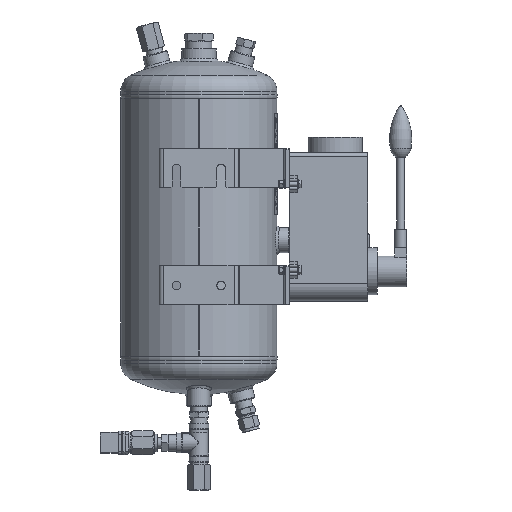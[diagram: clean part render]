
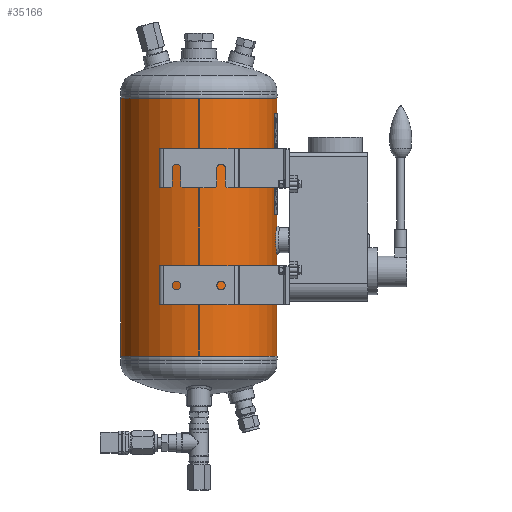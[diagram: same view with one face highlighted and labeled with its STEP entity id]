
A CAD part, left-side view. The second image highlights one B-rep face of the part: STEP entity #35166.
In plain terms, the highlighted cylindrical face has radius 100 mm (diameter 200 mm), a partial arc.
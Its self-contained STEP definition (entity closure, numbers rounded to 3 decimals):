
#2358=LINE('',#55199,#4612);
#2359=LINE('',#55204,#4613);
#2360=LINE('',#55208,#4614);
#2361=LINE('',#55212,#4615);
#4612=VECTOR('',#46358,1000.);
#4613=VECTOR('',#46361,1000.);
#4614=VECTOR('',#46364,1000.);
#4615=VECTOR('',#46367,1000.);
#6866=CIRCLE('',#43098,100.);
#6867=CIRCLE('',#43099,100.);
#6868=CIRCLE('',#43100,100.);
#6869=CIRCLE('',#43101,100.);
#7943=ORIENTED_EDGE('',*,*,#18197,.T.);
#7944=ORIENTED_EDGE('',*,*,#18198,.T.);
#7945=ORIENTED_EDGE('',*,*,#18199,.T.);
#7946=ORIENTED_EDGE('',*,*,#18200,.F.);
#7947=ORIENTED_EDGE('',*,*,#18201,.F.);
#7948=ORIENTED_EDGE('',*,*,#18202,.F.);
#7949=ORIENTED_EDGE('',*,*,#18203,.F.);
#7950=ORIENTED_EDGE('',*,*,#18204,.T.);
#7951=ORIENTED_EDGE('',*,*,#18205,.T.);
#7952=ORIENTED_EDGE('',*,*,#18206,.F.);
#7953=ORIENTED_EDGE('',*,*,#18207,.F.);
#18197=EDGE_CURVE('',#23324,#23324,#26933,.T.);
#18198=EDGE_CURVE('',#23325,#23325,#26934,.T.);
#18199=EDGE_CURVE('',#23326,#23326,#26935,.T.);
#18200=EDGE_CURVE('',#23327,#23328,#2358,.T.);
#18201=EDGE_CURVE('',#23329,#23327,#6866,.T.);
#18202=EDGE_CURVE('',#23330,#23329,#2359,.F.);
#18203=EDGE_CURVE('',#23331,#23330,#6867,.T.);
#18204=EDGE_CURVE('',#23331,#23332,#2360,.T.);
#18205=EDGE_CURVE('',#23332,#23333,#6868,.T.);
#18206=EDGE_CURVE('',#23334,#23333,#2361,.T.);
#18207=EDGE_CURVE('',#23328,#23334,#6869,.T.);
#23324=VERTEX_POINT('',#55174);
#23325=VERTEX_POINT('',#55186);
#23326=VERTEX_POINT('',#55198);
#23327=VERTEX_POINT('',#55200);
#23328=VERTEX_POINT('',#55201);
#23329=VERTEX_POINT('',#55203);
#23330=VERTEX_POINT('',#55205);
#23331=VERTEX_POINT('',#55207);
#23332=VERTEX_POINT('',#55209);
#23333=VERTEX_POINT('',#55211);
#23334=VERTEX_POINT('',#55213);
#26933=B_SPLINE_CURVE_WITH_KNOTS('',3,(#55155,#55156,#55157,#55158,#55159,
#55160,#55161,#55162,#55163,#55164,#55165,#55166,#55167,#55168,#55169,#55170,
#55171,#55172,#55173),.UNSPECIFIED.,.T.,.F.,(1,1,1,1,1,1,1,1,1,1,1,1,1,
1,1,1,1,1,1,1,1,1,1),(-0.018,-0.012,-0.006,
0.,0.006,0.012,0.018,0.023,
0.029,0.035,0.041,0.047,
0.053,0.059,0.065,0.07,
0.076,0.082,0.088,0.094,
0.1,0.106,0.112),.UNSPECIFIED.);
#26934=B_SPLINE_CURVE_WITH_KNOTS('',3,(#55175,#55176,#55177,#55178,#55179,
#55180,#55181,#55182,#55183,#55184,#55185),.UNSPECIFIED.,.T.,.F.,(1,1,1,
1,1,1,1,1,1,1,1,1,1,1,1),(-0.012,-0.008,-0.004,
0.,0.004,0.008,0.012,
0.016,0.02,0.023,0.027,
0.031,0.035,0.039,0.043),
 .UNSPECIFIED.);
#26935=B_SPLINE_CURVE_WITH_KNOTS('',3,(#55187,#55188,#55189,#55190,#55191,
#55192,#55193,#55194,#55195,#55196,#55197),.UNSPECIFIED.,.T.,.F.,(1,1,1,
1,1,1,1,1,1,1,1,1,1,1,1),(-0.012,-0.008,-0.004,
0.,0.004,0.008,0.012,
0.016,0.02,0.023,0.027,
0.031,0.035,0.039,0.043),
 .UNSPECIFIED.);
#28708=EDGE_LOOP('',(#7943));
#28709=EDGE_LOOP('',(#7944));
#28710=EDGE_LOOP('',(#7945));
#28711=EDGE_LOOP('',(#7946,#7947,#7948,#7949,#7950,#7951,#7952,#7953));
#31667=FACE_BOUND('',#28708,.T.);
#31668=FACE_BOUND('',#28709,.T.);
#31669=FACE_BOUND('',#28710,.T.);
#31670=FACE_BOUND('',#28711,.T.);
#34624=CYLINDRICAL_SURFACE('',#43097,100.);
#35166=ADVANCED_FACE('',(#31667,#31668,#31669,#31670),#34624,.T.);
#43097=AXIS2_PLACEMENT_3D('',#55154,#46356,#46357);
#43098=AXIS2_PLACEMENT_3D('',#55202,#46359,#46360);
#43099=AXIS2_PLACEMENT_3D('',#55206,#46362,#46363);
#43100=AXIS2_PLACEMENT_3D('',#55210,#46365,#46366);
#43101=AXIS2_PLACEMENT_3D('',#55214,#46368,#46369);
#46356=DIRECTION('',(0.,-1.,0.));
#46357=DIRECTION('',(0.,0.,-1.));
#46358=DIRECTION('',(0.,-1.,0.));
#46359=DIRECTION('',(0.,1.,0.));
#46360=DIRECTION('',(1.,0.,0.));
#46361=DIRECTION('',(0.,-1.,0.));
#46362=DIRECTION('',(0.,-1.,0.));
#46363=DIRECTION('',(1.,0.,0.));
#46364=DIRECTION('',(0.,-1.,0.));
#46365=DIRECTION('',(0.,1.,0.));
#46366=DIRECTION('',(1.,0.,0.));
#46367=DIRECTION('',(0.,-1.,0.));
#46368=DIRECTION('',(0.,-1.,0.));
#46369=DIRECTION('',(1.,0.,0.));
#55154=CARTESIAN_POINT('',(0.,330.,0.));
#55155=CARTESIAN_POINT('',(-98.994,187.429,14.208));
#55156=CARTESIAN_POINT('',(-98.806,181.503,15.395));
#55157=CARTESIAN_POINT('',(-98.993,175.608,14.214));
#55158=CARTESIAN_POINT('',(-99.436,170.625,10.88));
#55159=CARTESIAN_POINT('',(-99.878,167.295,5.9));
#55160=CARTESIAN_POINT('',(-100.061,166.117,0.009));
#55161=CARTESIAN_POINT('',(-99.879,167.288,-5.887));
#55162=CARTESIAN_POINT('',(-99.437,170.623,-10.879));
#55163=CARTESIAN_POINT('',(-98.992,175.61,-14.215));
#55164=CARTESIAN_POINT('',(-98.807,181.503,-15.391));
#55165=CARTESIAN_POINT('',(-98.992,187.396,-14.219));
#55166=CARTESIAN_POINT('',(-99.435,192.379,-10.892));
#55167=CARTESIAN_POINT('',(-99.877,195.718,-5.914));
#55168=CARTESIAN_POINT('',(-100.061,196.901,-0.013));
#55169=CARTESIAN_POINT('',(-99.878,195.728,5.889));
#55170=CARTESIAN_POINT('',(-99.437,192.395,10.874));
#55171=CARTESIAN_POINT('',(-98.994,187.429,14.208));
#55172=CARTESIAN_POINT('',(-98.806,181.503,15.395));
#55173=CARTESIAN_POINT('',(-98.993,175.608,14.214));
#55174=CARTESIAN_POINT('',(-98.869,181.508,15.));
#55175=CARTESIAN_POINT('',(3.922,158.915,-99.937));
#55176=CARTESIAN_POINT('',(-0.001,160.542,-100.031));
#55177=CARTESIAN_POINT('',(-3.918,158.916,-99.937));
#55178=CARTESIAN_POINT('',(-5.54,155.004,-99.844));
#55179=CARTESIAN_POINT('',(-3.921,151.083,-99.937));
#55180=CARTESIAN_POINT('',(-0.001,149.46,-100.031));
#55181=CARTESIAN_POINT('',(3.913,151.078,-99.938));
#55182=CARTESIAN_POINT('',(5.541,154.994,-99.844));
#55183=CARTESIAN_POINT('',(3.922,158.915,-99.937));
#55184=CARTESIAN_POINT('',(-0.001,160.542,-100.031));
#55185=CARTESIAN_POINT('',(-3.918,158.916,-99.937));
#55186=CARTESIAN_POINT('',(0.,160.,-100.));
#55187=CARTESIAN_POINT('',(3.922,48.915,-99.937));
#55188=CARTESIAN_POINT('',(-0.001,50.542,-100.031));
#55189=CARTESIAN_POINT('',(-3.918,48.916,-99.937));
#55190=CARTESIAN_POINT('',(-5.54,45.004,-99.844));
#55191=CARTESIAN_POINT('',(-3.921,41.083,-99.937));
#55192=CARTESIAN_POINT('',(-0.001,39.46,-100.031));
#55193=CARTESIAN_POINT('',(3.913,41.078,-99.938));
#55194=CARTESIAN_POINT('',(5.541,44.994,-99.844));
#55195=CARTESIAN_POINT('',(3.922,48.915,-99.937));
#55196=CARTESIAN_POINT('',(-0.001,50.542,-100.031));
#55197=CARTESIAN_POINT('',(-3.918,48.916,-99.937));
#55198=CARTESIAN_POINT('',(0.,50.,-100.));
#55199=CARTESIAN_POINT('',(-0.241,165.,100.));
#55200=CARTESIAN_POINT('',(-0.241,330.,100.));
#55201=CARTESIAN_POINT('',(-0.241,265.,100.));
#55202=CARTESIAN_POINT('',(0.,330.,0.));
#55203=CARTESIAN_POINT('',(0.241,330.,100.));
#55204=CARTESIAN_POINT('',(0.241,165.,100.));
#55205=CARTESIAN_POINT('',(0.241,265.,100.));
#55206=CARTESIAN_POINT('',(0.,265.,0.));
#55207=CARTESIAN_POINT('',(0.254,265.,100.));
#55208=CARTESIAN_POINT('',(0.254,265.,100.));
#55209=CARTESIAN_POINT('',(0.254,0.,100.));
#55210=CARTESIAN_POINT('',(0.,0.,0.));
#55211=CARTESIAN_POINT('',(-0.254,0.,100.));
#55212=CARTESIAN_POINT('',(-0.254,265.,100.));
#55213=CARTESIAN_POINT('',(-0.254,265.,100.));
#55214=CARTESIAN_POINT('',(0.,265.,0.));
